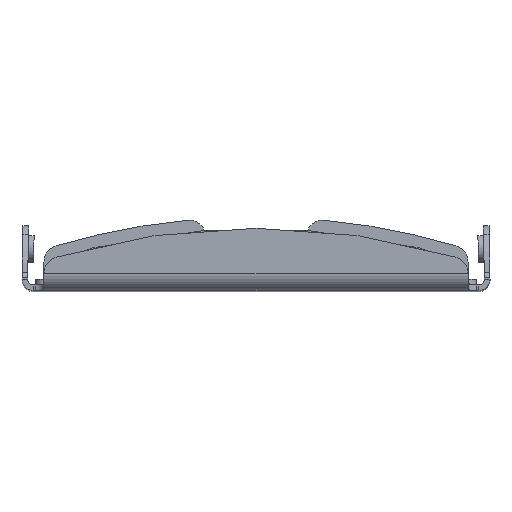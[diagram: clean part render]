
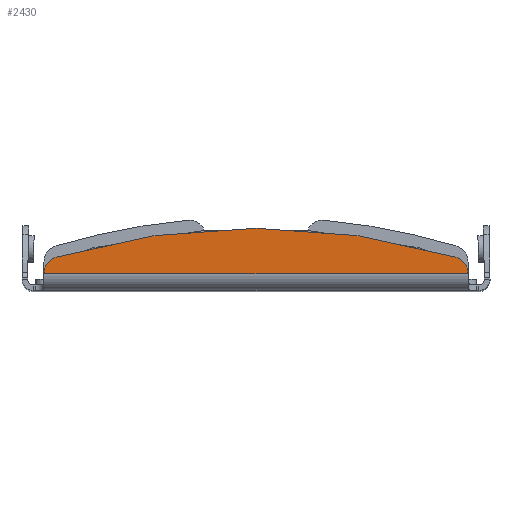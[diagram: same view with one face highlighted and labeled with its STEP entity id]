
A CAD part, top view. The second image highlights one B-rep face of the part: STEP entity #2430.
In plain terms, the highlighted planar face has unit normal (0, 0, 1).
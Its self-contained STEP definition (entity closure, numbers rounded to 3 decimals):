
#443=DIRECTION('',(-1.,0.,0.));
#444=VECTOR('',#443,150.);
#445=CARTESIAN_POINT('',(75.,6.,137.5));
#446=LINE('',#445,#444);
#670=DIRECTION('',(0.,-1.,0.));
#671=VECTOR('',#670,0.041);
#672=CARTESIAN_POINT('',(-75.,6.041,137.5));
#673=LINE('',#672,#671);
#674=CARTESIAN_POINT('',(-69.,6.041,137.5));
#675=DIRECTION('',(0.,0.,1.));
#676=DIRECTION('',(-0.283,0.959,0.));
#677=AXIS2_PLACEMENT_3D('',#674,#675,#676);
#679=CARTESIAN_POINT('',(0.,-228.,137.5));
#680=DIRECTION('',(0.,0.,1.));
#681=DIRECTION('',(0.283,0.959,0.));
#682=AXIS2_PLACEMENT_3D('',#679,#680,#681);
#684=CARTESIAN_POINT('',(69.,6.041,137.5));
#685=DIRECTION('',(0.,0.,1.));
#686=DIRECTION('',(1.,0.,0.));
#687=AXIS2_PLACEMENT_3D('',#684,#685,#686);
#689=DIRECTION('',(0.,1.,0.));
#690=VECTOR('',#689,0.041);
#691=CARTESIAN_POINT('',(75.,6.,137.5));
#692=LINE('',#691,#690);
#1752=CARTESIAN_POINT('',(75.,6.,137.5));
#1753=CARTESIAN_POINT('',(-75.,6.,137.5));
#1754=VERTEX_POINT('',#1752);
#1755=VERTEX_POINT('',#1753);
#1896=CARTESIAN_POINT('',(-75.,6.041,137.5));
#1897=VERTEX_POINT('',#1896);
#1898=CARTESIAN_POINT('',(70.697,11.796,137.5));
#1899=CARTESIAN_POINT('',(-70.697,11.796,137.5));
#1900=VERTEX_POINT('',#1898);
#1901=VERTEX_POINT('',#1899);
#1902=CARTESIAN_POINT('',(75.,6.041,137.5));
#1903=VERTEX_POINT('',#1902);
#2413=CARTESIAN_POINT('',(-41.328,0.,137.5));
#2414=DIRECTION('',(0.,0.,-1.));
#2415=DIRECTION('',(-1.,0.,0.));
#2416=AXIS2_PLACEMENT_3D('',#2413,#2414,#2415);
#2417=PLANE('',#2416);
#2419=ORIENTED_EDGE('',*,*,#2418,.F.);
#2421=ORIENTED_EDGE('',*,*,#2420,.F.);
#2423=ORIENTED_EDGE('',*,*,#2422,.F.);
#2425=ORIENTED_EDGE('',*,*,#2424,.F.);
#2426=ORIENTED_EDGE('',*,*,#2403,.F.);
#2427=ORIENTED_EDGE('',*,*,#2203,.T.);
#2428=EDGE_LOOP('',(#2419,#2421,#2423,#2425,#2426,#2427));
#2429=FACE_OUTER_BOUND('',#2428,.F.);
#2430=ADVANCED_FACE('',(#2429),#2417,.F.);
#678=CIRCLE('',#677,6.);
#683=CIRCLE('',#682,250.);
#688=CIRCLE('',#687,6.);
#2203=EDGE_CURVE('',#1754,#1755,#446,.T.);
#2403=EDGE_CURVE('',#1754,#1903,#692,.T.);
#2418=EDGE_CURVE('',#1897,#1755,#673,.T.);
#2420=EDGE_CURVE('',#1901,#1897,#678,.T.);
#2422=EDGE_CURVE('',#1900,#1901,#683,.T.);
#2424=EDGE_CURVE('',#1903,#1900,#688,.T.);
